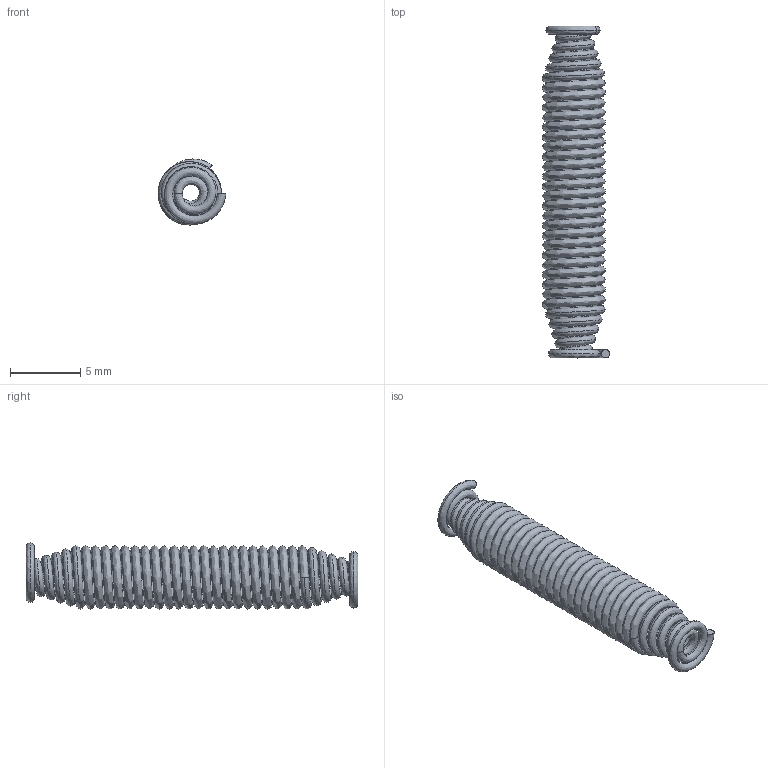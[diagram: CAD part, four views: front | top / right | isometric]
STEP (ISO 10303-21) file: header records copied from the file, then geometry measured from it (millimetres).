
FILE_DESCRIPTION (( 'STEP AP203' ), '1' );
FILE_NAME ('Zugfeder Touch.step', '2017-06-22T15:56:24', ( '' ), ( '' ), 'SwSTEP 2.0', 'SolidWorks 2016', '' );
FILE_SCHEMA (( 'CONFIG_CONTROL_DESIGN' ));
Length unit declared in the file: millimetre
Products named in the file (1): Zugfeder Touch
Bounding box: 4.81 x 23.6 x 4.69 mm (x, y, z)
Surface area: 751.6 mm2 (no closed solid volume)
Topology: 0 solids, 1 shells, 11 faces, 33 edges, 24 vertices
Faces by surface type: bspline 9, plane 2
Entity records: 7162 total; most frequent: CARTESIAN_POINT 6861, ORIENTED_EDGE 66, EDGE_CURVE 33, B_SPLINE_CURVE_WITH_KNOTS 33, VERTEX_POINT 25, EDGE_LOOP 16, FACE_OUTER_BOUND 12, ADVANCED_FACE 11
